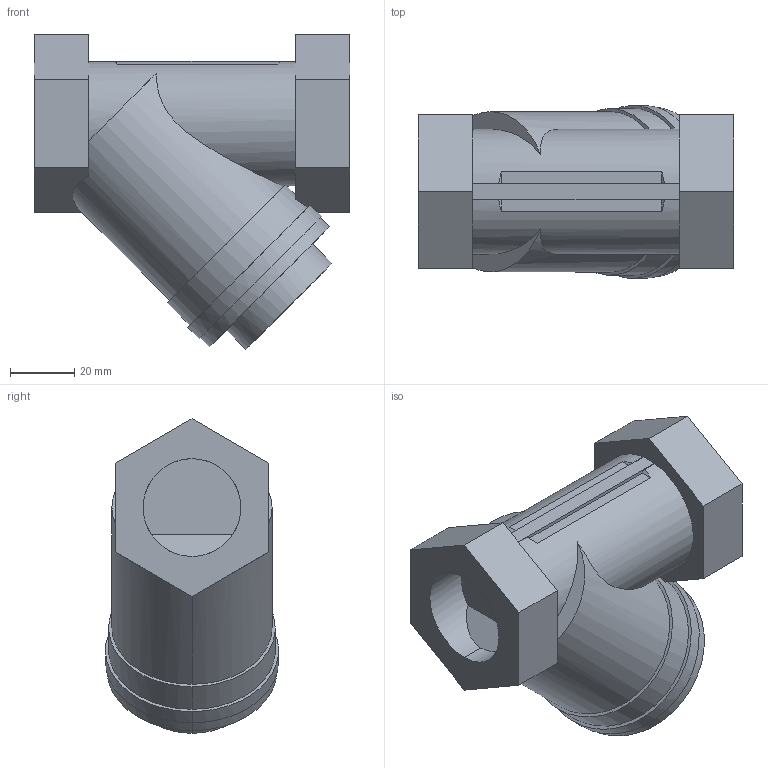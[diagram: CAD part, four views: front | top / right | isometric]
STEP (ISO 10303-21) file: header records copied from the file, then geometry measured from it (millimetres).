
FILE_DESCRIPTION(('CATIA V5 STEP Exchange'),'2;1');
FILE_NAME('STEP_577007_-_TST.stp','2019-12-18T07:42:18+00:00',('none'),('none'),'CATIA Version 5-6 Release 2016 SP4','CATIA V5 STEP AP203','none');
FILE_SCHEMA(('CONFIG_CONTROL_DESIGN'));
Length unit declared in the file: millimetre
Products named in the file (1): 577007 - TST
Bounding box: 98.5 x 54 x 98.14 mm (x, y, z)
Volume: 239355.7 mm3; surface area: 31093.7 mm2
Topology: 1 solids, 1 shells, 52 faces, 136 edges, 88 vertices
Faces by surface type: plane 37, cylinder 15
Entity records: 2223 total; most frequent: CARTESIAN_POINT 964, ORIENTED_EDGE 272, DIRECTION 206, EDGE_CURVE 136, VERTEX_POINT 88, VECTOR 82, LINE 82, AXIS2_PLACEMENT_3D 72
